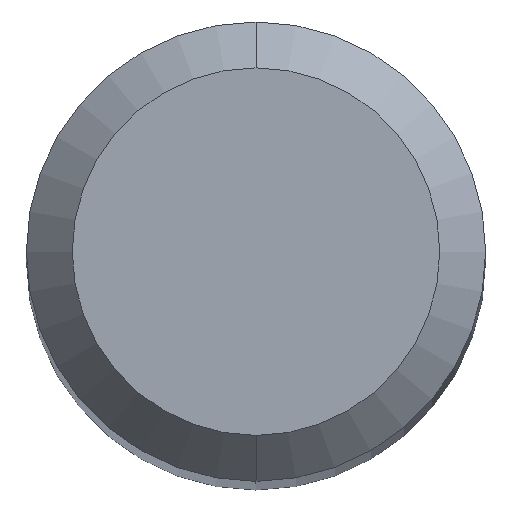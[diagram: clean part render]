
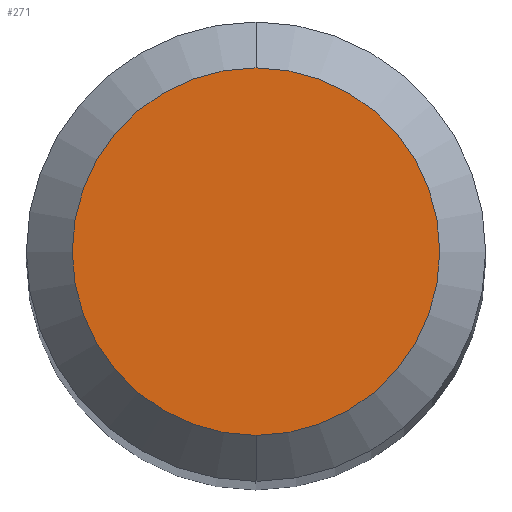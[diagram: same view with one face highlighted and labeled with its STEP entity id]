
A CAD part, top view. The second image highlights one B-rep face of the part: STEP entity #271.
In plain terms, the highlighted planar face has unit normal (0, 0, 1).
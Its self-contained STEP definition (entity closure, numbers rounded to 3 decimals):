
#5 = CARTESIAN_POINT ( 'NONE',  ( 0., 0., 38. ) ) ;
#10 = DIRECTION ( 'NONE',  ( 0., 0., -1. ) ) ;
#11 = FACE_OUTER_BOUND ( 'NONE', #405, .T. ) ;
#43 = EDGE_CURVE ( 'NONE', #294, #180, #47, .T. ) ;
#47 = CIRCLE ( 'NONE', #348, 1.2 ) ;
#56 = CARTESIAN_POINT ( 'NONE',  ( 0., 0., 38. ) ) ;
#58 = DIRECTION ( 'NONE',  ( 0., 0., -1. ) ) ;
#88 = AXIS2_PLACEMENT_3D ( 'NONE', #247, #279, #380 ) ;
#92 = CARTESIAN_POINT ( 'NONE',  ( 0., 1.2, 38. ) ) ;
#180 = VERTEX_POINT ( 'NONE', #214 ) ;
#200 = CIRCLE ( 'NONE', #88, 1.2 ) ;
#205 = ORIENTED_EDGE ( 'NONE', *, *, #240, .F. ) ;
#214 = CARTESIAN_POINT ( 'NONE',  ( 0., -1.2, 38. ) ) ;
#237 = ORIENTED_EDGE ( 'NONE', *, *, #43, .F. ) ;
#240 = EDGE_CURVE ( 'NONE', #180, #294, #200, .T. ) ;
#247 = CARTESIAN_POINT ( 'NONE',  ( 0., 0., 38. ) ) ;
#251 = DIRECTION ( 'NONE',  ( 0., 1., 0. ) ) ;
#271 = ADVANCED_FACE ( 'NONE', ( #11 ), #312, .F. ) ;
#279 = DIRECTION ( 'NONE',  ( 0., 0., -1. ) ) ;
#294 = VERTEX_POINT ( 'NONE', #92 ) ;
#312 = PLANE ( 'NONE',  #378 ) ;
#345 = DIRECTION ( 'NONE',  ( 0., 1., 0. ) ) ;
#348 = AXIS2_PLACEMENT_3D ( 'NONE', #5, #10, #345 ) ;
#378 = AXIS2_PLACEMENT_3D ( 'NONE', #56, #58, #251 ) ;
#380 = DIRECTION ( 'NONE',  ( 0., 1., 0. ) ) ;
#405 = EDGE_LOOP ( 'NONE', ( #237, #205 ) ) ;
